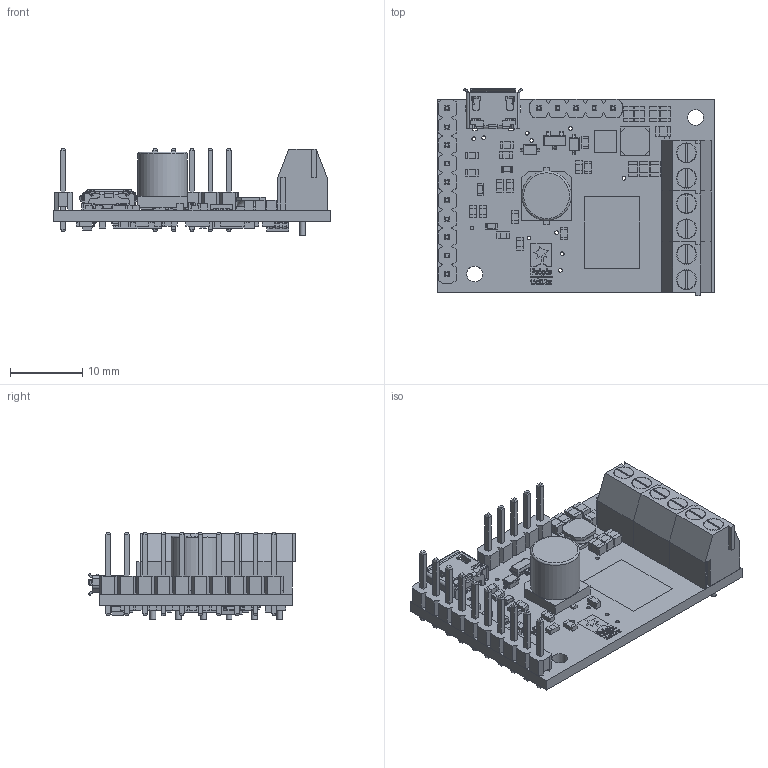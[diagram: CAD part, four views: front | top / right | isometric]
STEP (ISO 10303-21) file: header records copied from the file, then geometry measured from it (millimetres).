
FILE_DESCRIPTION (( 'STEP AP214' ), '1' );
FILE_NAME ('tic-t834-usb-multi-interface-stepper-motor-controller.step', '2017-10-13T22:50:17', ( '' ), ( '' ), 'SwSTEP 2.0', 'SolidWorks 2016', '' );
FILE_SCHEMA (( 'AUTOMOTIVE_DESIGN' ));
Length unit declared in the file: millimetre
Products named in the file (1): tic-t834-usb-multi-interface-stepper-motor-controller
Bounding box: 38.1 x 28.57 x 12 mm (x, y, z)
Volume: 3214.6 mm3; surface area: 5933.5 mm2
Topology: 6 solids, 6 shells, 2943 faces, 8000 edges, 5144 vertices
Faces by surface type: plane 2342, cylinder 424, bspline 152, torus 14, cone 7, sphere 4
Full cylindrical faces by diameter (mm): 0.25 x1, 0.508 x12, 0.8 x6, 1.016 x21, 1.524 x6, 2 x12, 2.184 x2, 2.65 x6, 2.75 x6, 6.8 x1
Entity records: 128766 total; most frequent: CARTESIAN_POINT 23308, ORIENTED_EDGE 15762, DIRECTION 13749, EDGE_CURVE 7881, LINE 6529, VECTOR 6529, VERTEX_POINT 5112, AXIS2_PLACEMENT_3D 3610
